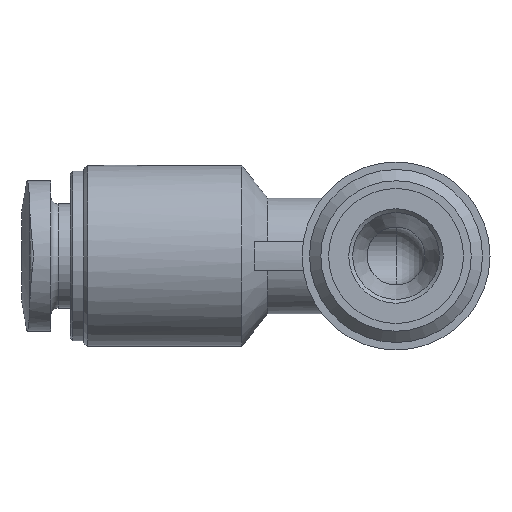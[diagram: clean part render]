
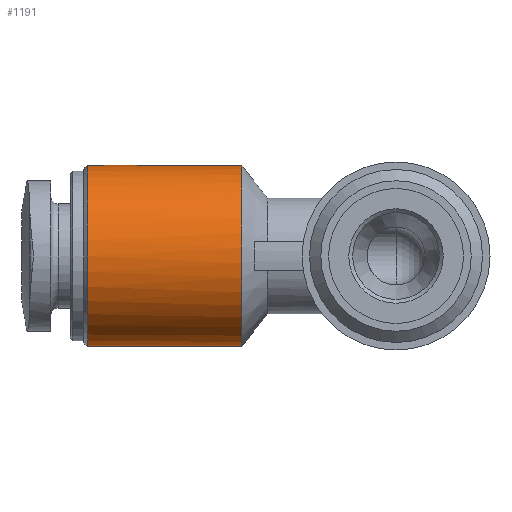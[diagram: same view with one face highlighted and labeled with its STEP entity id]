
A CAD part, front view. The second image highlights one B-rep face of the part: STEP entity #1191.
In plain terms, the highlighted cylindrical face has radius 4.7 mm (diameter 9.4 mm), a full revolution.
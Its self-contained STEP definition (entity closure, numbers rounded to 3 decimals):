
#40=CYLINDRICAL_SURFACE('',#1294,4.7);
#224=ORIENTED_EDGE('',*,*,#399,.F.);
#225=ORIENTED_EDGE('',*,*,#398,.T.);
#398=EDGE_CURVE('',#490,#490,#549,.T.);
#399=EDGE_CURVE('',#491,#491,#550,.T.);
#490=VERTEX_POINT('',#1792);
#491=VERTEX_POINT('',#1795);
#549=CIRCLE('',#1293,4.7);
#550=CIRCLE('',#1295,4.7);
#616=EDGE_LOOP('',(#224));
#617=EDGE_LOOP('',(#225));
#708=FACE_BOUND('',#616,.T.);
#709=FACE_BOUND('',#617,.T.);
#1191=ADVANCED_FACE('',(#708,#709),#40,.T.);
#1293=AXIS2_PLACEMENT_3D('',#1791,#1490,#1491);
#1294=AXIS2_PLACEMENT_3D('',#1793,#1492,#1493);
#1295=AXIS2_PLACEMENT_3D('',#1794,#1494,#1495);
#1490=DIRECTION('',(1.,0.,0.));
#1491=DIRECTION('',(0.,0.,-1.));
#1492=DIRECTION('',(1.,0.,0.));
#1493=DIRECTION('',(0.,0.,-1.));
#1494=DIRECTION('',(1.,0.,0.));
#1495=DIRECTION('',(0.,0.,-1.));
#1791=CARTESIAN_POINT('',(-16.,16.7,0.));
#1792=CARTESIAN_POINT('',(-16.,16.7,-4.7));
#1793=CARTESIAN_POINT('',(3.,16.7,0.));
#1794=CARTESIAN_POINT('',(-8.,16.7,0.));
#1795=CARTESIAN_POINT('',(-8.,16.7,-4.7));
